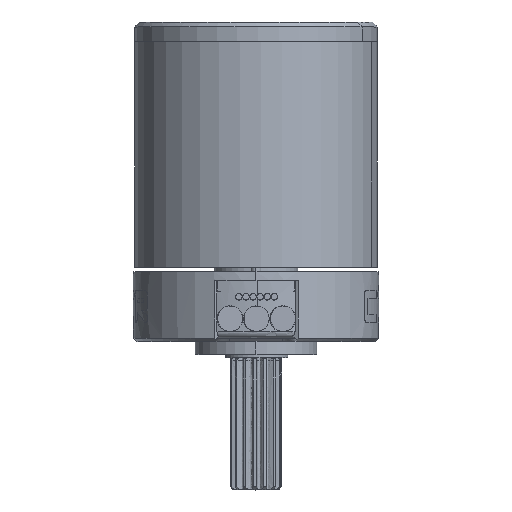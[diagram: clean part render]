
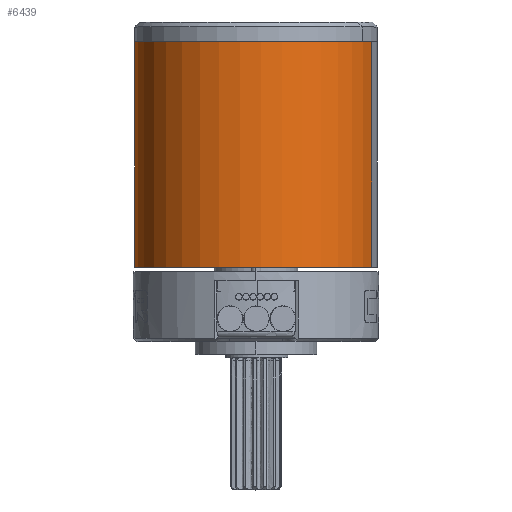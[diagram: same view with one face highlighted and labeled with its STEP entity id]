
A CAD part, top view. The second image highlights one B-rep face of the part: STEP entity #6439.
In plain terms, the highlighted cylindrical face has radius 18.8 mm (diameter 37.6 mm), a partial arc.
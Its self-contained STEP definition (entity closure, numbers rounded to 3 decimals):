
#1871 = ORIENTED_EDGE ( 'NONE', *, *, #55036, .T. ) ;
#2056 = EDGE_CURVE ( 'NONE', #43601, #18862, #53731, .T. ) ;
#2130 = CARTESIAN_POINT ( 'NONE',  ( -58.233, 5.835, 10.471 ) ) ;
#4784 = CARTESIAN_POINT ( 'NONE',  ( -40.314, 40.835, 16.161 ) ) ;
#5117 = ORIENTED_EDGE ( 'NONE', *, *, #21864, .F. ) ;
#6439 = ADVANCED_FACE ( 'NONE', ( #46347 ), #8825, .T. ) ;
#7856 = DIRECTION ( 'NONE',  ( 0., 1., 0. ) ) ;
#8825 = CYLINDRICAL_SURFACE ( 'NONE', #32141, 18.8 ) ;
#9714 = VERTEX_POINT ( 'NONE', #11803 ) ;
#11803 = CARTESIAN_POINT ( 'NONE',  ( -22.396, 40.835, 21.85 ) ) ;
#13005 = CARTESIAN_POINT ( 'NONE',  ( -40.314, 5.835, 16.161 ) ) ;
#14813 = LINE ( 'NONE', #28918, #43659 ) ;
#17621 = DIRECTION ( 'NONE',  ( 0., 1., 0. ) ) ;
#18055 = CARTESIAN_POINT ( 'NONE',  ( -22.396, 5.835, 21.85 ) ) ;
#18862 = VERTEX_POINT ( 'NONE', #18055 ) ;
#20182 = EDGE_LOOP ( 'NONE', ( #35625, #5117, #1871, #26233 ) ) ;
#21864 = EDGE_CURVE ( 'NONE', #29585, #9714, #28838, .T. ) ;
#24299 = DIRECTION ( 'NONE',  ( 0., -1., 0. ) ) ;
#25884 = AXIS2_PLACEMENT_3D ( 'NONE', #53755, #7856, #29949 ) ;
#26233 = ORIENTED_EDGE ( 'NONE', *, *, #2056, .T. ) ;
#28838 = CIRCLE ( 'NONE', #25884, 18.8 ) ;
#28918 = CARTESIAN_POINT ( 'NONE',  ( -22.396, 40.835, 21.85 ) ) ;
#29585 = VERTEX_POINT ( 'NONE', #54834 ) ;
#29949 = DIRECTION ( 'NONE',  ( 0.953, 0., 0.303 ) ) ;
#32141 = AXIS2_PLACEMENT_3D ( 'NONE', #4784, #51030, #51627 ) ;
#35625 = ORIENTED_EDGE ( 'NONE', *, *, #57952, .F. ) ;
#37130 = LINE ( 'NONE', #60617, #45341 ) ;
#40106 = DIRECTION ( 'NONE',  ( 0.953, 0., 0.303 ) ) ;
#43601 = VERTEX_POINT ( 'NONE', #2130 ) ;
#43659 = VECTOR ( 'NONE', #24299, 1000. ) ;
#45341 = VECTOR ( 'NONE', #56571, 1000. ) ;
#46347 = FACE_OUTER_BOUND ( 'NONE', #20182, .T. ) ;
#51030 = DIRECTION ( 'NONE',  ( 0., -1., 0. ) ) ;
#51627 = DIRECTION ( 'NONE',  ( -0.953, 0., -0.303 ) ) ;
#53731 = CIRCLE ( 'NONE', #57706, 18.8 ) ;
#53755 = CARTESIAN_POINT ( 'NONE',  ( -40.314, 40.835, 16.161 ) ) ;
#54834 = CARTESIAN_POINT ( 'NONE',  ( -58.233, 40.835, 10.471 ) ) ;
#55036 = EDGE_CURVE ( 'NONE', #29585, #43601, #37130, .T. ) ;
#56571 = DIRECTION ( 'NONE',  ( 0., -1., 0. ) ) ;
#57706 = AXIS2_PLACEMENT_3D ( 'NONE', #13005, #17621, #40106 ) ;
#57952 = EDGE_CURVE ( 'NONE', #9714, #18862, #14813, .T. ) ;
#60617 = CARTESIAN_POINT ( 'NONE',  ( -58.233, 40.835, 10.471 ) ) ;
